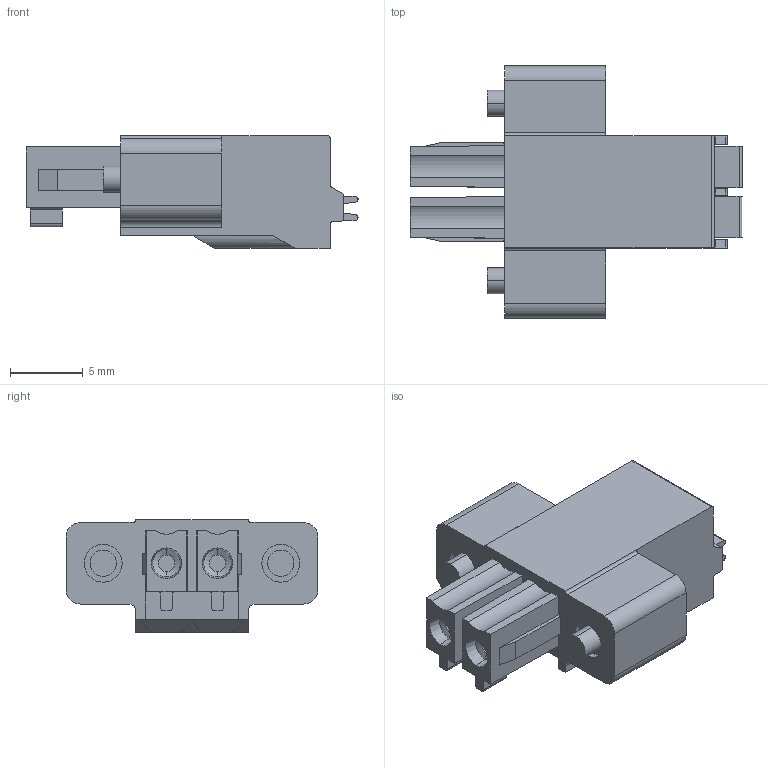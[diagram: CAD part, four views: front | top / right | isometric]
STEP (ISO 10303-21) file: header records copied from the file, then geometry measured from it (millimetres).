
FILE_DESCRIPTION((''),'2;1');
FILE_NAME('TLPSW-007-02P','2024-09-21T',('sheji'),(''),'PRO/ENGINEER BY PARAMETRIC TECHNOLOGY CORPORATION, 2015240','PRO/ENGINEER BY PARAMETRIC TECHNOLOGY CORPORATION, 2015240','');
FILE_SCHEMA(('CONFIG_CONTROL_DESIGN'));
Length unit declared in the file: millimetre
Products named in the file (1): TLPSW-007-02P
Bounding box: 22.8 x 17.3 x 7.75 mm (x, y, z)
Volume: 1289.6 mm3; surface area: 1150.6 mm2
Topology: 1 solids, 1 shells, 193 faces, 507 edges, 331 vertices
Faces by surface type: plane 112, cylinder 69, cone 12
Entity records: 6079 total; most frequent: CARTESIAN_POINT 1165, DIRECTION 1025, ORIENTED_EDGE 1014, EDGE_CURVE 507, AXIS2_PLACEMENT_3D 343, VECTOR 339, LINE 339, VERTEX_POINT 331
